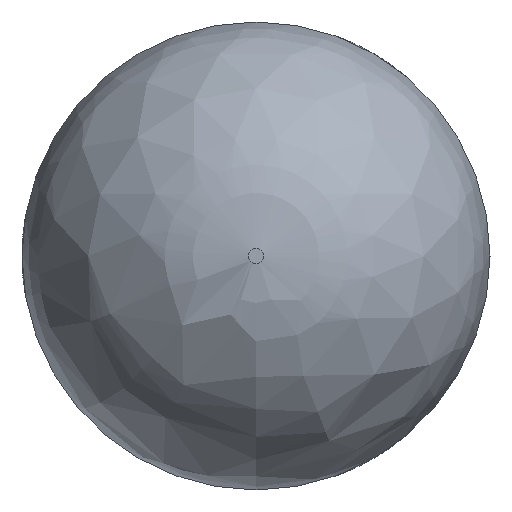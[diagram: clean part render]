
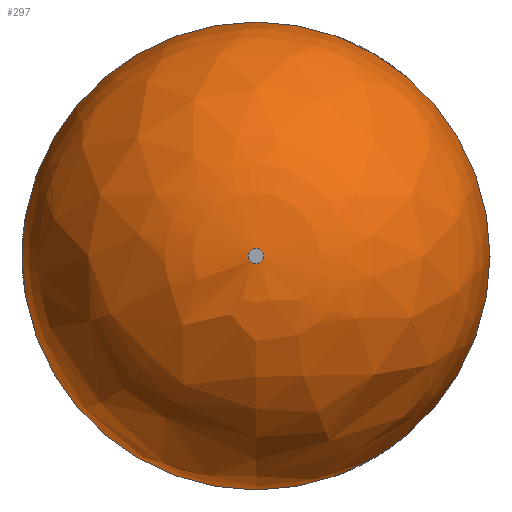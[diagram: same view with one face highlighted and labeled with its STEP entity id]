
A CAD part, left-side view. The second image highlights one B-rep face of the part: STEP entity #297.
In plain terms, the highlighted free-form (B-spline) face has degree [2, 2] with [3, 9] control points.
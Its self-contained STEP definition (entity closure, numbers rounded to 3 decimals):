
#41=(
BOUNDED_SURFACE()
B_SPLINE_SURFACE(2,2,((#695,#696,#697,#698,#699,#700,#701,#702,#703),(#704,
#705,#706,#707,#708,#709,#710,#711,#712),(#713,#714,#715,#716,#717,#718,
#719,#720,#721)),.UNSPECIFIED.,.F.,.T.,.F.)
B_SPLINE_SURFACE_WITH_KNOTS((3,3),(3,2,2,2,3),(0.,1.571),(-3.142,
-1.571,0.,1.571,3.142),.UNSPECIFIED.)
GEOMETRIC_REPRESENTATION_ITEM()
RATIONAL_B_SPLINE_SURFACE(((1.,0.707,1.,0.707,1.,
0.707,1.,0.707,1.),(0.707,0.5,0.707,
0.5,0.707,0.5,0.707,0.5,0.707),(1.,
0.707,1.,0.707,1.,0.707,1.,0.707,
1.)))
REPRESENTATION_ITEM('')
SURFACE()
);
#90=FACE_OUTER_BOUND('',#110,.T.);
#110=EDGE_LOOP('',(#273,#274,#275,#276,#277,#278));
#126=CIRCLE('',#344,15.);
#127=CIRCLE('',#345,15.);
#131=CIRCLE('',#351,0.5);
#132=CIRCLE('',#352,0.5);
#133=CIRCLE('',#353,14.5);
#162=VERTEX_POINT('',#652);
#163=VERTEX_POINT('',#654);
#166=VERTEX_POINT('',#691);
#167=VERTEX_POINT('',#692);
#197=EDGE_CURVE('',#163,#162,#126,.T.);
#198=EDGE_CURVE('',#162,#163,#127,.T.);
#202=EDGE_CURVE('',#166,#167,#131,.T.);
#203=EDGE_CURVE('',#167,#166,#132,.T.);
#204=EDGE_CURVE('',#167,#162,#133,.T.);
#273=ORIENTED_EDGE('',*,*,#202,.F.);
#274=ORIENTED_EDGE('',*,*,#203,.F.);
#275=ORIENTED_EDGE('',*,*,#204,.T.);
#276=ORIENTED_EDGE('',*,*,#198,.T.);
#277=ORIENTED_EDGE('',*,*,#197,.T.);
#278=ORIENTED_EDGE('',*,*,#204,.F.);
#297=ADVANCED_FACE('',(#90),#41,.F.);
#344=AXIS2_PLACEMENT_3D('',#655,#419,#420);
#345=AXIS2_PLACEMENT_3D('',#656,#421,#422);
#351=AXIS2_PLACEMENT_3D('',#693,#433,#434);
#352=AXIS2_PLACEMENT_3D('',#694,#435,#436);
#353=AXIS2_PLACEMENT_3D('',#722,#437,#438);
#419=DIRECTION('center_axis',(-1.,0.,0.));
#420=DIRECTION('ref_axis',(0.,0.,1.));
#421=DIRECTION('center_axis',(-1.,0.,0.));
#422=DIRECTION('ref_axis',(0.,0.,1.));
#433=DIRECTION('center_axis',(-1.,0.,0.));
#434=DIRECTION('ref_axis',(0.,0.,1.));
#435=DIRECTION('center_axis',(-1.,0.,0.));
#436=DIRECTION('ref_axis',(0.,0.,1.));
#437=DIRECTION('center_axis',(0.,-1.,0.));
#438=DIRECTION('ref_axis',(0.,0.,-1.));
#652=CARTESIAN_POINT('',(0.,0.,-15.5));
#654=CARTESIAN_POINT('',(0.,0.,14.5));
#655=CARTESIAN_POINT('Origin',(0.,0.,-0.5));
#656=CARTESIAN_POINT('Origin',(0.,0.,-0.5));
#691=CARTESIAN_POINT('',(-14.5,0.,0.));
#692=CARTESIAN_POINT('',(-14.5,0.,-1.));
#693=CARTESIAN_POINT('Origin',(-14.5,0.,-0.5));
#694=CARTESIAN_POINT('Origin',(-14.5,0.,-0.5));
#695=CARTESIAN_POINT('Ctrl Pts',(0.,0.,-15.5));
#696=CARTESIAN_POINT('Ctrl Pts',(0.,-15.,-15.5));
#697=CARTESIAN_POINT('Ctrl Pts',(0.,-15.,-0.5));
#698=CARTESIAN_POINT('Ctrl Pts',(0.,-15.,14.5));
#699=CARTESIAN_POINT('Ctrl Pts',(0.,0.,14.5));
#700=CARTESIAN_POINT('Ctrl Pts',(0.,15.,14.5));
#701=CARTESIAN_POINT('Ctrl Pts',(0.,15.,-0.5));
#702=CARTESIAN_POINT('Ctrl Pts',(0.,15.,-15.5));
#703=CARTESIAN_POINT('Ctrl Pts',(0.,0.,-15.5));
#704=CARTESIAN_POINT('Ctrl Pts',(-14.5,0.,-15.5));
#705=CARTESIAN_POINT('Ctrl Pts',(-14.5,-15.,-15.5));
#706=CARTESIAN_POINT('Ctrl Pts',(-14.5,-15.,-0.5));
#707=CARTESIAN_POINT('Ctrl Pts',(-14.5,-15.,14.5));
#708=CARTESIAN_POINT('Ctrl Pts',(-14.5,0.,14.5));
#709=CARTESIAN_POINT('Ctrl Pts',(-14.5,15.,14.5));
#710=CARTESIAN_POINT('Ctrl Pts',(-14.5,15.,-0.5));
#711=CARTESIAN_POINT('Ctrl Pts',(-14.5,15.,-15.5));
#712=CARTESIAN_POINT('Ctrl Pts',(-14.5,0.,-15.5));
#713=CARTESIAN_POINT('Ctrl Pts',(-14.5,0.,-1.));
#714=CARTESIAN_POINT('Ctrl Pts',(-14.5,-0.5,-1.));
#715=CARTESIAN_POINT('Ctrl Pts',(-14.5,-0.5,-0.5));
#716=CARTESIAN_POINT('Ctrl Pts',(-14.5,-0.5,0.));
#717=CARTESIAN_POINT('Ctrl Pts',(-14.5,0.,0.));
#718=CARTESIAN_POINT('Ctrl Pts',(-14.5,0.5,0.));
#719=CARTESIAN_POINT('Ctrl Pts',(-14.5,0.5,-0.5));
#720=CARTESIAN_POINT('Ctrl Pts',(-14.5,0.5,-1.));
#721=CARTESIAN_POINT('Ctrl Pts',(-14.5,0.,-1.));
#722=CARTESIAN_POINT('Origin',(0.,0.,-1.));
